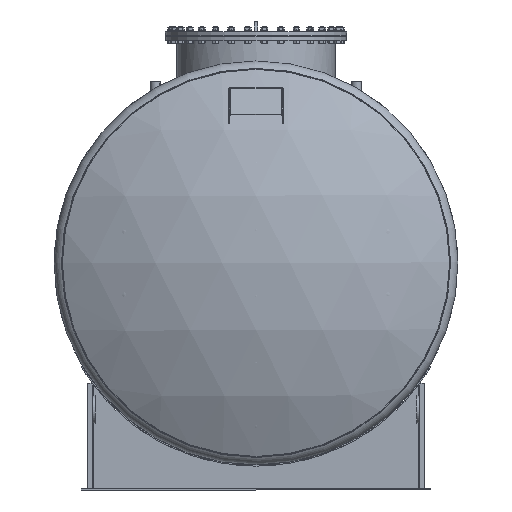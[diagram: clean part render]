
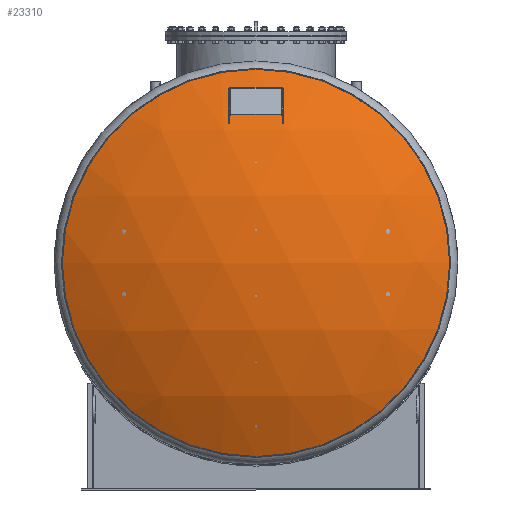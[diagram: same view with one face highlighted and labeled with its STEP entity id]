
A CAD part, front view. The second image highlights one B-rep face of the part: STEP entity #23310.
In plain terms, the highlighted spherical face has radius 1609 mm.
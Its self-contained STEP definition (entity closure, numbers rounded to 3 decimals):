
#5770=FACE_OUTER_BOUND('',#7351,.T.);
#7351=EDGE_LOOP('',(#16427));
#9002=CIRCLE('',#25297,773.649);
#10263=VERTEX_POINT('',#35716);
#12534=EDGE_CURVE('',#10263,#10263,#9002,.T.);
#16427=ORIENTED_EDGE('',*,*,#12534,.T.);
#21499=SPHERICAL_SURFACE('',#25299,1609.);
#23310=ADVANCED_FACE('',(#5770),#21499,.T.);
#25297=AXIS2_PLACEMENT_3D('',#35717,#28775,#28776);
#25299=AXIS2_PLACEMENT_3D('',#35719,#28779,#28780);
#28775=DIRECTION('center_axis',(0.,-1.,0.));
#28776=DIRECTION('ref_axis',(-1.,0.,-0.003));
#28779=DIRECTION('center_axis',(0.003,0.,
-1.));
#28780=DIRECTION('ref_axis',(-1.,0.,-0.003));
#35716=CARTESIAN_POINT('',(2.075,-1175.069,129.353));
#35717=CARTESIAN_POINT('Origin',(0.,-1175.069,
903.));
#35719=CARTESIAN_POINT('Origin',(0.,235.727,
903.));
